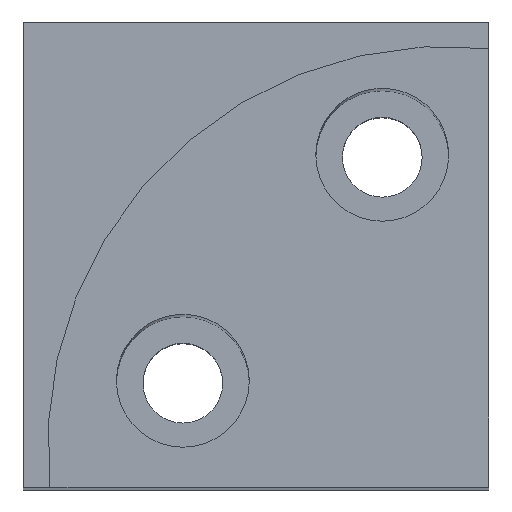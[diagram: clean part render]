
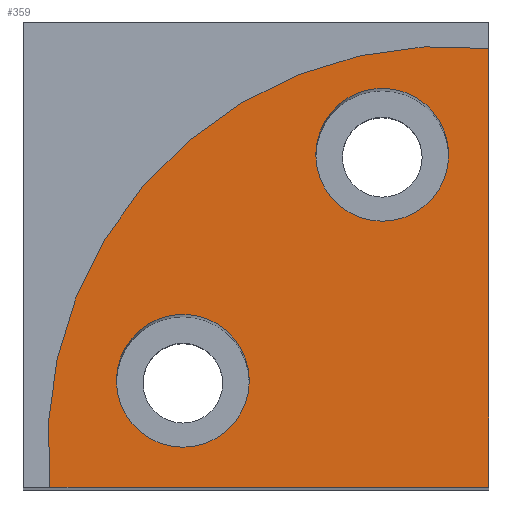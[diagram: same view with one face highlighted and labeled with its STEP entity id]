
A CAD part, top view. The second image highlights one B-rep face of the part: STEP entity #359.
In plain terms, the highlighted planar face has unit normal (0, 0, 1).
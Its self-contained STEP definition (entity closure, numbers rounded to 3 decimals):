
#74=DIRECTION('',(1.,0.,0.));
#75=VECTOR('',#74,33.);
#76=CARTESIAN_POINT('',(2.,0.,125.));
#77=LINE('',#76,#75);
#78=CARTESIAN_POINT('',(31.832,3.168,125.));
#79=DIRECTION('',(0.,0.,1.));
#80=DIRECTION('',(0.106,0.994,0.));
#81=AXIS2_PLACEMENT_3D('',#78,#79,#80);
#83=DIRECTION('',(0.,1.,0.));
#84=VECTOR('',#83,33.);
#85=CARTESIAN_POINT('',(35.,0.,125.));
#86=LINE('',#85,#84);
#87=CARTESIAN_POINT('',(12.,8.,125.));
#88=DIRECTION('',(0.,0.,1.));
#89=DIRECTION('',(1.,0.,0.));
#90=AXIS2_PLACEMENT_3D('',#87,#88,#89);
#92=CARTESIAN_POINT('',(12.,8.,125.));
#93=DIRECTION('',(0.,0.,1.));
#94=DIRECTION('',(-1.,0.,0.));
#95=AXIS2_PLACEMENT_3D('',#92,#93,#94);
#97=CARTESIAN_POINT('',(27.,25.,125.));
#98=DIRECTION('',(0.,0.,1.));
#99=DIRECTION('',(1.,0.,0.));
#100=AXIS2_PLACEMENT_3D('',#97,#98,#99);
#102=CARTESIAN_POINT('',(27.,25.,125.));
#103=DIRECTION('',(0.,0.,1.));
#104=DIRECTION('',(-1.,0.,0.));
#105=AXIS2_PLACEMENT_3D('',#102,#103,#104);
#217=CARTESIAN_POINT('',(17.,8.,125.));
#218=CARTESIAN_POINT('',(7.,8.,125.));
#219=VERTEX_POINT('',#217);
#220=VERTEX_POINT('',#218);
#221=CARTESIAN_POINT('',(32.,25.,125.));
#222=CARTESIAN_POINT('',(22.,25.,125.));
#223=VERTEX_POINT('',#221);
#224=VERTEX_POINT('',#222);
#233=CARTESIAN_POINT('',(2.,0.,125.));
#234=CARTESIAN_POINT('',(35.,0.,125.));
#235=VERTEX_POINT('',#233);
#236=VERTEX_POINT('',#234);
#237=CARTESIAN_POINT('',(35.,33.,125.));
#238=VERTEX_POINT('',#237);
#337=CARTESIAN_POINT('',(0.,0.,125.));
#338=DIRECTION('',(0.,0.,1.));
#339=DIRECTION('',(1.,0.,0.));
#340=AXIS2_PLACEMENT_3D('',#337,#338,#339);
#341=PLANE('',#340);
#342=ORIENTED_EDGE('',*,*,#280,.F.);
#343=ORIENTED_EDGE('',*,*,#315,.F.);
#344=ORIENTED_EDGE('',*,*,#327,.F.);
#345=EDGE_LOOP('',(#342,#343,#344));
#346=FACE_OUTER_BOUND('',#345,.F.);
#348=ORIENTED_EDGE('',*,*,#347,.T.);
#350=ORIENTED_EDGE('',*,*,#349,.T.);
#351=EDGE_LOOP('',(#348,#350));
#352=FACE_BOUND('',#351,.F.);
#354=ORIENTED_EDGE('',*,*,#353,.T.);
#356=ORIENTED_EDGE('',*,*,#355,.T.);
#357=EDGE_LOOP('',(#354,#356));
#358=FACE_BOUND('',#357,.F.);
#359=ADVANCED_FACE('',(#346,#352,#358),#341,.T.);
#82=CIRCLE('',#81,30.);
#91=CIRCLE('',#90,5.);
#96=CIRCLE('',#95,5.);
#101=CIRCLE('',#100,5.);
#106=CIRCLE('',#105,5.);
#280=EDGE_CURVE('',#235,#236,#77,.T.);
#315=EDGE_CURVE('',#238,#235,#82,.T.);
#327=EDGE_CURVE('',#236,#238,#86,.T.);
#347=EDGE_CURVE('',#219,#220,#91,.T.);
#349=EDGE_CURVE('',#220,#219,#96,.T.);
#353=EDGE_CURVE('',#223,#224,#101,.T.);
#355=EDGE_CURVE('',#224,#223,#106,.T.);
